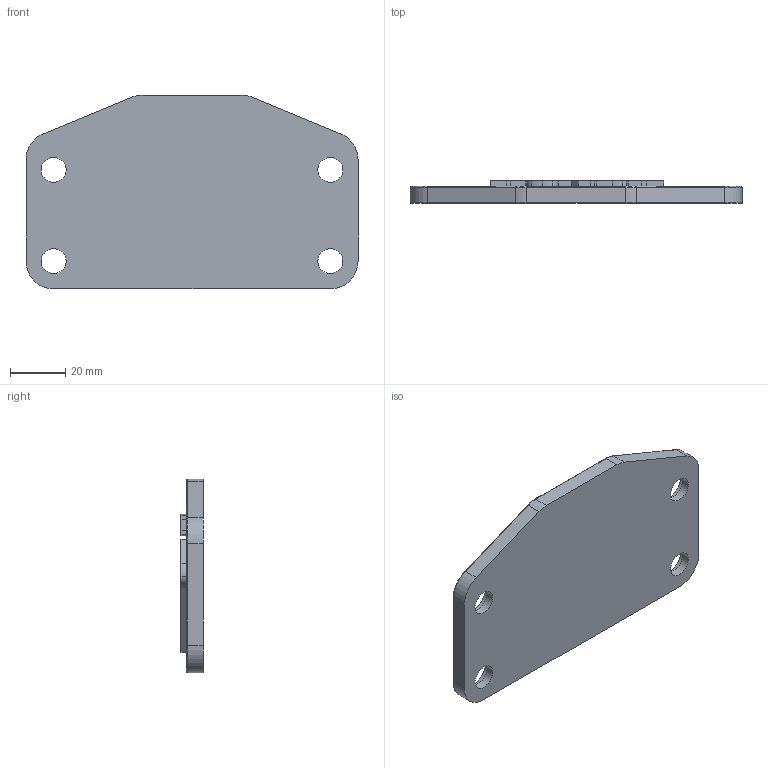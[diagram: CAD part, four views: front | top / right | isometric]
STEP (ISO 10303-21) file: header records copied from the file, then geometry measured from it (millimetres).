
FILE_DESCRIPTION(/* description */ (''),/* implementation_level */ '2;1');
FILE_NAME(/* name */ '123456_Moto-DH.stp',/* time_stamp */ '2020-04-16T15:07:29+02:00',/* author */ ('dh'),/* organization */ (''),/* preprocessor_version */ 'ST-DEVELOPER v16.1',/* originating_system */ 'Autodesk Inventor 2016',/* authorisation */ '');
FILE_SCHEMA (('AUTOMOTIVE_DESIGN { 1 0 10303 214 3 1 1 }'));
Length unit declared in the file: millimetre
Products named in the file (1): 123456_Moto-DH
Bounding box: 120 x 8 x 70 mm (x, y, z)
Volume: 45823.9 mm3; surface area: 19295 mm2
Topology: 1 solids, 1 shells, 198 faces, 525 edges, 346 vertices
Faces by surface type: plane 125, cylinder 67, torus 6
Full cylindrical faces by diameter (mm): 9 x4, 14 x4
Entity records: 6133 total; most frequent: CARTESIAN_POINT 1062, DIRECTION 1055, ORIENTED_EDGE 1034, EDGE_CURVE 517, LINE 377, VECTOR 377, VERTEX_POINT 346, AXIS2_PLACEMENT_3D 339
